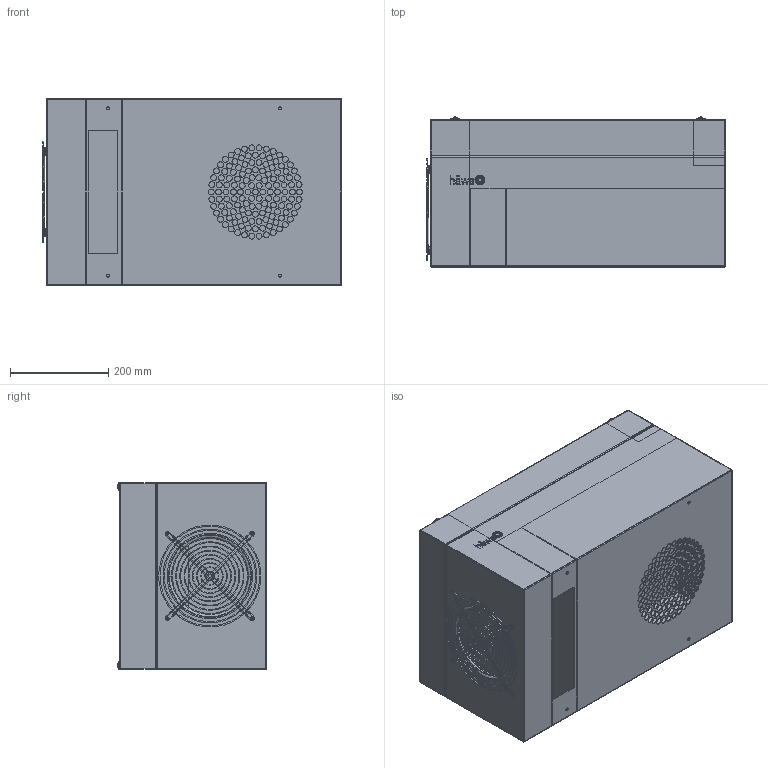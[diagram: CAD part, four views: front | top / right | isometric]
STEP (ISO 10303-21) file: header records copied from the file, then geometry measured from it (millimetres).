
FILE_DESCRIPTION (( 'STEP AP214' ), '1' );
FILE_NAME ('3115-1600-60-07.STEP', '2018-04-19T14:14:40', ( '' ), ( '' ), 'SwSTEP 2.0', 'SolidWorks 2017', '' );
FILE_SCHEMA (( 'AUTOMOTIVE_DESIGN' ));
Length unit declared in the file: millimetre
Products named in the file (7): 8000-7981-03-09; 8000-9021-06-00; 3114-4039-00-00~0; W0158347~0; W0158337~0; 3115-1600-60-07; 8000-7985-04-06
Assembly tree (15 placements, depth 2):
  3115-1600-60-07
    W0158337~0
    W0158347~0
    3114-4039-00-00~0
    8000-9021-06-00  x4
    8000-7985-04-06  x4
    8000-7981-03-09  x4
Bounding box: 607.99 x 304.62 x 382 mm (x, y, z)
Volume: 26261582.5 mm3; surface area: 2629951.8 mm2
Topology: 15 solids, 15 shells, 1475 faces, 4331 edges, 2826 vertices
Faces by surface type: cylinder 778, plane 493, torus 108, bspline 48, cone 32, sphere 16
Entity records: 53183 total; most frequent: CARTESIAN_POINT 16950, ORIENTED_EDGE 7586, DIRECTION 7493, EDGE_CURVE 3793, AXIS2_PLACEMENT_3D 2873, VERTEX_POINT 2490, EDGE_LOOP 1785, LINE 1747
